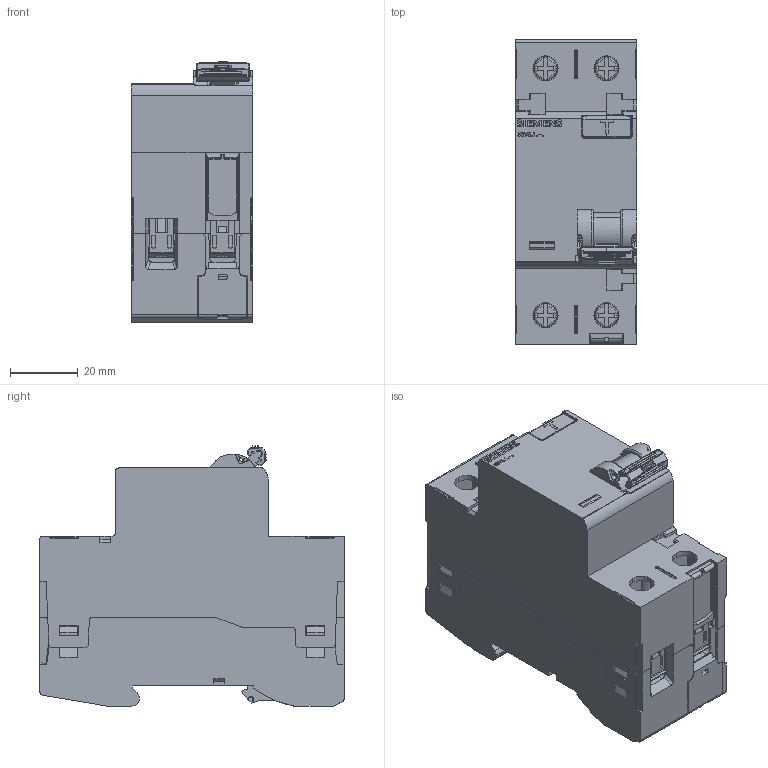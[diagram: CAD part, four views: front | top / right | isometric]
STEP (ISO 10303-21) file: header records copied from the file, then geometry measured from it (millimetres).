
FILE_DESCRIPTION(('STEP AP214'),'1');
FILE_NAME('cctmp_A3B94EF5-4039-434A-A751-B6FD74609456_2023_07_22_08_36_46_0255..stp','2023-07-22T06:36:48',('SIEMENS A&D'),('CADClick - www.CADClick.com'),'Spatial InterOp 3D postprocessed',' ','unknown authorization');
FILE_SCHEMA(('AUTOMOTIVE_DESIGN'));
Length unit declared in the file: millimetre
Products named in the file (8): cc_unnamed; 2023_07_22_08_36_46_0183; 2023_07_22_08_36_46_0178; 2023_07_22_08_36_46_0175; 2023_07_22_08_36_46_0171; 2023_07_22_08_36_46_0167; 2023_07_22_08_36_46_0163; 2023_07_22_08_36_46_0159
Assembly tree (7 placements, depth 2):
  cc_unnamed
    2023_07_22_08_36_46_0183
    2023_07_22_08_36_46_0178
    2023_07_22_08_36_46_0175
    2023_07_22_08_36_46_0171
    2023_07_22_08_36_46_0167
    2023_07_22_08_36_46_0163
    2023_07_22_08_36_46_0159
Bounding box: 35.8 x 89.8 x 76.7 mm (x, y, z)
Volume: 170852.3 mm3; surface area: 33662.9 mm2
Topology: 7 solids, 7 shells, 1551 faces, 4258 edges, 2737 vertices
Faces by surface type: plane 966, cylinder 434, torus 66, sphere 40, cone 28, bspline 17
Entity records: 90332 total; most frequent: CARTESIAN_POINT 18037, STYLED_ITEM 8521, PRESENTATION_STYLE_ASSIGNMENT 8521, ORIENTED_EDGE 8468, DIRECTION 8046, EDGE_CURVE 4234, CURVE_STYLE 4234, DRAUGHTING_PRE_DEFINED_CURVE_FONT 4234
